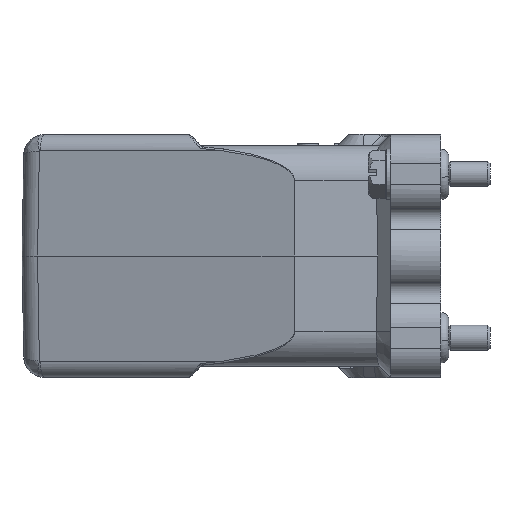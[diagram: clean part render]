
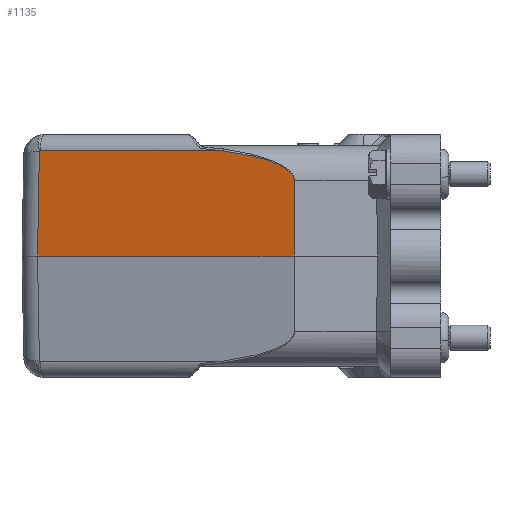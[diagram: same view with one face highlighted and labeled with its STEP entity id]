
A CAD part, left-side view. The second image highlights one B-rep face of the part: STEP entity #1135.
In plain terms, the highlighted planar face has unit normal (-0.966, 0.259, 0.018).
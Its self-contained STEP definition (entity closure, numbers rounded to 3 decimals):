
#1135=ADVANCED_FACE('NONE',(#1952),#1516,.T.);
#1516=PLANE('',#10697);
#1952=FACE_OUTER_BOUND('',#2562,.T.);
#2562=EDGE_LOOP('',(#5797,#5798,#5799,#5800,#5801,#5802));
#3177=LINE('',#18078,#3747);
#3192=LINE('',#18986,#3762);
#3193=LINE('',#18987,#3763);
#3194=LINE('',#18989,#3764);
#3747=VECTOR('',#12157,1.);
#3762=VECTOR('',#12220,1.);
#3763=VECTOR('',#12221,1.);
#3764=VECTOR('',#12222,1.);
#5797=ORIENTED_EDGE('',*,*,#9010,.T.);
#5798=ORIENTED_EDGE('',*,*,#9011,.T.);
#5799=ORIENTED_EDGE('',*,*,#8931,.F.);
#5800=ORIENTED_EDGE('',*,*,#8929,.T.);
#5801=ORIENTED_EDGE('',*,*,#9012,.F.);
#5802=ORIENTED_EDGE('',*,*,#9013,.T.);
#7600=VERTEX_POINT('',#17445);
#7633=VERTEX_POINT('',#18077);
#7634=VERTEX_POINT('',#18086);
#7680=VERTEX_POINT('',#18984);
#7681=VERTEX_POINT('',#18985);
#7682=VERTEX_POINT('',#18988);
#8929=EDGE_CURVE('NONE',#7600,#7633,#3177,.T.);
#8931=EDGE_CURVE('NONE',#7600,#7634,#9969,.T.);
#9010=EDGE_CURVE('NONE',#7680,#7681,#10032,.T.);
#9011=EDGE_CURVE('NONE',#7681,#7634,#3192,.T.);
#9012=EDGE_CURVE('NONE',#7682,#7633,#3193,.T.);
#9013=EDGE_CURVE('NONE',#7682,#7680,#3194,.T.);
#9969=B_SPLINE_CURVE_WITH_KNOTS('',3,(#18087,#18088,#18089,#18090),
 .UNSPECIFIED.,.F.,.F.,(4,4),(0.,1.),.UNSPECIFIED.);
#10032=B_SPLINE_CURVE_WITH_KNOTS('',3,(#18930,#18931,#18932,#18933,#18934,
#18935,#18936,#18937,#18938,#18939,#18940,#18941,#18942,#18943,#18944,#18945,
#18946,#18947,#18948,#18949,#18950,#18951,#18952,#18953,#18954,#18955,#18956,
#18957,#18958,#18959,#18960,#18961,#18962,#18963,#18964,#18965,#18966,#18967,
#18968,#18969,#18970,#18971,#18972,#18973,#18974,#18975,#18976,#18977,#18978,
#18979,#18980,#18981,#18982,#18983),.UNSPECIFIED.,.F.,.F.,(4,2,2,1,2,2,
1,1,1,1,2,2,1,1,1,1,1,1,1,1,2,2,1,1,1,1,1,1,1,2,2,1,1,1,1,1,1,2,2,4),(0.,
0.031,0.047,0.062,0.07,
0.074,0.078,0.094,0.125,
0.141,0.143,0.145,0.148,
0.156,0.187,0.219,0.234,0.242,
0.246,0.248,0.249,0.25,
0.375,0.437,0.469,0.484,
0.492,0.496,0.498,0.499,
0.5,0.625,0.687,0.719,
0.734,0.742,0.746,0.748,0.75,
1.),.UNSPECIFIED.);
#10697=AXIS2_PLACEMENT_3D('',#18990,#12223,#12224);
#12157=DIRECTION('',(-0.013,0.017,-1.));
#12220=DIRECTION('',(0.259,0.966,0.));
#12221=DIRECTION('',(0.259,0.966,0.));
#12222=DIRECTION('',(0.017,-0.002,1.));
#12223=DIRECTION('',(-0.966,0.259,0.017));
#12224=DIRECTION('',(-0.259,-0.966,0.));
#17445=CARTESIAN_POINT('',(-34.741,95.857,25.04));
#18077=CARTESIAN_POINT('',(-35.076,96.295,0.));
#18078=CARTESIAN_POINT('',(-34.741,95.857,25.04));
#18086=CARTESIAN_POINT('',(-34.805,95.615,25.07));
#18087=CARTESIAN_POINT('',(-34.741,95.857,25.04));
#18088=CARTESIAN_POINT('',(-34.762,95.778,25.06));
#18089=CARTESIAN_POINT('',(-34.783,95.697,25.07));
#18090=CARTESIAN_POINT('',(-34.805,95.615,25.07));
#18930=CARTESIAN_POINT('',(-51.17,35.022,17.948));
#18931=CARTESIAN_POINT('',(-51.164,35.027,18.165));
#18932=CARTESIAN_POINT('',(-51.153,35.056,18.369));
#18933=CARTESIAN_POINT('',(-51.126,35.136,18.657));
#18934=CARTESIAN_POINT('',(-51.116,35.167,18.746));
#18935=CARTESIAN_POINT('',(-51.093,35.243,18.929));
#18936=CARTESIAN_POINT('',(-51.072,35.31,19.068));
#18937=CARTESIAN_POINT('',(-51.048,35.392,19.208));
#18938=CARTESIAN_POINT('',(-51.035,35.436,19.278));
#18939=CARTESIAN_POINT('',(-51.031,35.447,19.296));
#18940=CARTESIAN_POINT('',(-51.024,35.472,19.335));
#18941=CARTESIAN_POINT('',(-51.005,35.535,19.43));
#18942=CARTESIAN_POINT('',(-50.952,35.716,19.677));
#18943=CARTESIAN_POINT('',(-50.874,35.99,19.979));
#18944=CARTESIAN_POINT('',(-50.802,36.242,20.212));
#18945=CARTESIAN_POINT('',(-50.775,36.338,20.295));
#18946=CARTESIAN_POINT('',(-50.769,36.36,20.314));
#18947=CARTESIAN_POINT('',(-50.767,36.367,20.32));
#18948=CARTESIAN_POINT('',(-50.759,36.392,20.341));
#18949=CARTESIAN_POINT('',(-50.745,36.443,20.384));
#18950=CARTESIAN_POINT('',(-50.691,36.634,20.542));
#18951=CARTESIAN_POINT('',(-50.595,36.974,20.796));
#18952=CARTESIAN_POINT('',(-50.476,37.4,21.074));
#18953=CARTESIAN_POINT('',(-50.386,37.724,21.266));
#18954=CARTESIAN_POINT('',(-50.339,37.892,21.361));
#18955=CARTESIAN_POINT('',(-50.315,37.977,21.408));
#18956=CARTESIAN_POINT('',(-50.303,38.02,21.432));
#18957=CARTESIAN_POINT('',(-50.298,38.039,21.442));
#18958=CARTESIAN_POINT('',(-50.295,38.051,21.449));
#18959=CARTESIAN_POINT('',(-50.293,38.059,21.453));
#18960=CARTESIAN_POINT('',(-50.127,38.655,21.776));
#18961=CARTESIAN_POINT('',(-49.851,39.653,22.236));
#18962=CARTESIAN_POINT('',(-49.478,41.015,22.737));
#18963=CARTESIAN_POINT('',(-49.278,41.744,22.978));
#18964=CARTESIAN_POINT('',(-49.174,42.122,23.097));
#18965=CARTESIAN_POINT('',(-49.122,42.313,23.155));
#18966=CARTESIAN_POINT('',(-49.096,42.41,23.184));
#18967=CARTESIAN_POINT('',(-49.082,42.458,23.199));
#18968=CARTESIAN_POINT('',(-49.077,42.479,23.205));
#18969=CARTESIAN_POINT('',(-49.073,42.493,23.209));
#18970=CARTESIAN_POINT('',(-49.071,42.501,23.212));
#18971=CARTESIAN_POINT('',(-48.878,43.205,23.422));
#18972=CARTESIAN_POINT('',(-48.577,44.308,23.717));
#18973=CARTESIAN_POINT('',(-48.2,45.695,24.033));
#18974=CARTESIAN_POINT('',(-48.005,46.413,24.184));
#18975=CARTESIAN_POINT('',(-47.906,46.779,24.257));
#18976=CARTESIAN_POINT('',(-47.856,46.963,24.294));
#18977=CARTESIAN_POINT('',(-47.83,47.055,24.312));
#18978=CARTESIAN_POINT('',(-47.82,47.095,24.319));
#18979=CARTESIAN_POINT('',(-47.812,47.121,24.325));
#18980=CARTESIAN_POINT('',(-47.808,47.136,24.327));
#18981=CARTESIAN_POINT('',(-47.398,48.647,24.619));
#18982=CARTESIAN_POINT('',(-46.973,50.218,24.866));
#18983=CARTESIAN_POINT('',(-46.529,51.861,25.07));
#18984=CARTESIAN_POINT('',(-51.17,35.022,17.948));
#18985=CARTESIAN_POINT('',(-46.529,51.861,25.07));
#18986=CARTESIAN_POINT('',(-33.661,99.887,25.07));
#18987=CARTESIAN_POINT('',(-34.083,100.,0.));
#18988=CARTESIAN_POINT('',(-51.483,35.064,0.));
#18989=CARTESIAN_POINT('',(-51.483,35.064,0.));
#18990=CARTESIAN_POINT('',(-34.083,100.,0.));
